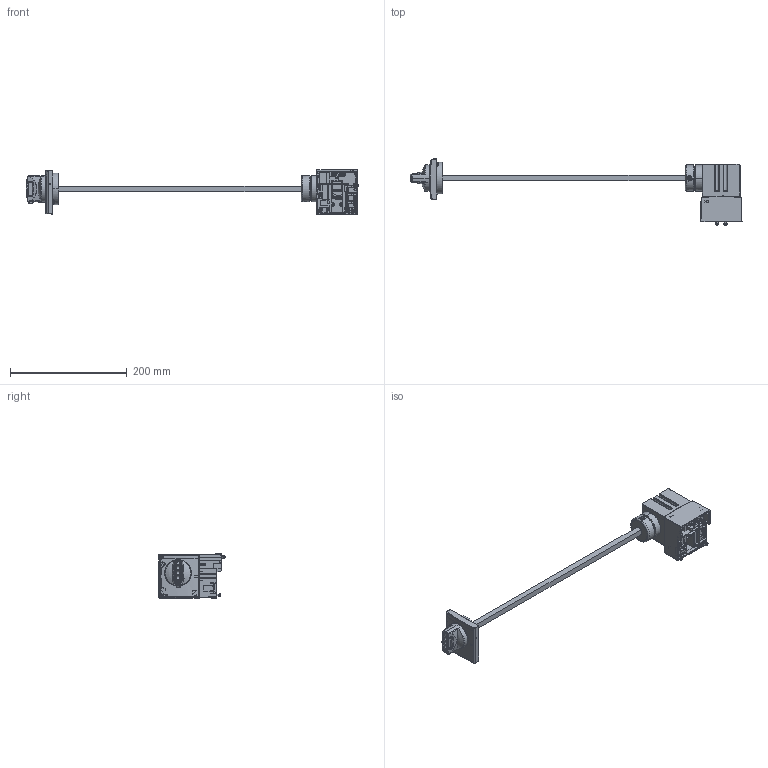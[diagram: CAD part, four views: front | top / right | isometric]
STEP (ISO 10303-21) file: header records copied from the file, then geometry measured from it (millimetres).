
FILE_DESCRIPTION((''),'2;1');
FILE_NAME('1SDH001295R0826_IGES','2023-06-16T09:27:09',('ITMADEL7'),(''),'CREO PARAMETRIC BY PTC INC, 2019030','CREO PARAMETRIC BY PTC INC, 2019030','');
FILE_SCHEMA(('AUTOMOTIVE_DESIGN { 1 0 10303 214 1 1 1 1 }'));
Products named in the file (1): 1SDH001295R0826_IGES
Bounding box: 568.5 x 113.36 x 75.82 mm (x, y, z)
Volume: 533444.7 mm3; surface area: 130165.6 mm2
Topology: 1 solids, 33 shells, 3227 faces, 9179 edges, 6030 vertices
Faces by surface type: plane 2138, cylinder 753, bspline 122, torus 113, sphere 49, cone 34, extrusion 18
Entity records: 125983 total; most frequent: CARTESIAN_POINT 41993, ORIENTED_EDGE 18268, DIRECTION 16155, EDGE_CURVE 9134, VECTOR 6183, LINE 6165, VERTEX_POINT 6030, AXIS2_PLACEMENT_3D 4986
